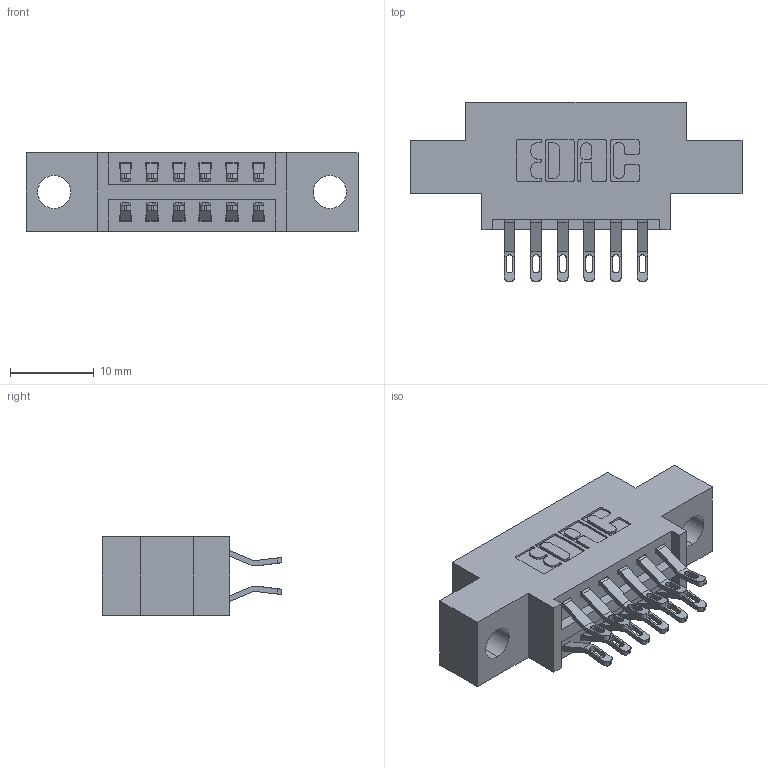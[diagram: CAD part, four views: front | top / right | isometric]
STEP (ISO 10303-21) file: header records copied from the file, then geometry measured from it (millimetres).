
FILE_DESCRIPTION (( 'STEP AP203' ), '1' );
FILE_NAME ('396-012-555-804.STEP', '2019-11-01T17:05:03', ( '' ), ( '' ), 'SwSTEP 2.0', 'SolidWorks 2016', '' );
FILE_SCHEMA (( 'CONFIG_CONTROL_DESIGN' ));
Length unit declared in the file: inch
Products named in the file (3): 346 Part_0.170 Offset - 0.156 Dia-TH; 345-292-001_555 Tail; 396-012-555-804
Assembly tree (13 placements, depth 2):
  396-012-555-804
    346 Part_0.170 Offset - 0.156 Dia-TH
    345-292-001_555 Tail  x12
Bounding box: 39.62 x 21.46 x 9.4 mm (x, y, z)
Volume: 3376.6 mm3; surface area: 4192.5 mm2
Topology: 13 solids, 13 shells, 822 faces, 2537 edges, 1690 vertices
Faces by surface type: plane 476, cylinder 346
Entity records: 9223 total; most frequent: CARTESIAN_POINT 1606, ORIENTED_EDGE 1510, DIRECTION 1435, EDGE_CURVE 755, VECTOR 579, LINE 579, VERTEX_POINT 502, AXIS2_PLACEMENT_3D 428
